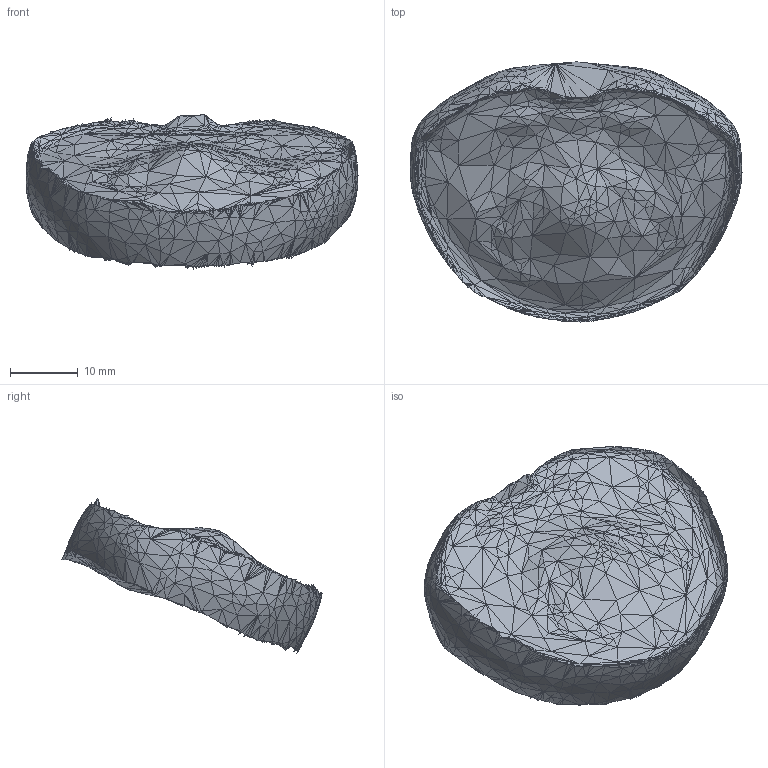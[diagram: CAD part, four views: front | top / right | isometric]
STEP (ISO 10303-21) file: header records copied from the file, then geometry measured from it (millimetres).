
FILE_DESCRIPTION(/* description */ (''),/* implementation_level */ '2;1');
FILE_NAME(/* name */ 'L4.step',/* time_stamp */ '2022-06-21T12:24:24-04:00',/* author */ (''),/* organization */ (''),/* preprocessor_version */ 'ST-DEVELOPER v19',/* originating_system */ 'Autodesk Translation Framework v11.7.0.108',/* authorisation */ '');
FILE_SCHEMA (('AUTOMOTIVE_DESIGN { 1 0 10303 214 3 1 1 }'));
Products named in the file (1): Intervertebral disk of fourth lumbar vertebra
Bounding box: 49.15 x 38.51 x 22.96 mm (x, y, z)
Volume: 11766 mm3; surface area: 4315.1 mm2
Topology: 1 solids, 1 shells, 3512 faces, 5268 edges, 1752 vertices
Faces by surface type: plane 3512
Entity records: 68517 total; most frequent: DIRECTION 12294, ORIENTED_EDGE 10536, CARTESIAN_POINT 10533, LINE 5268, VECTOR 5268, EDGE_CURVE 5268, AXIS2_PLACEMENT_3D 3513, FACE_OUTER_BOUND 3512
